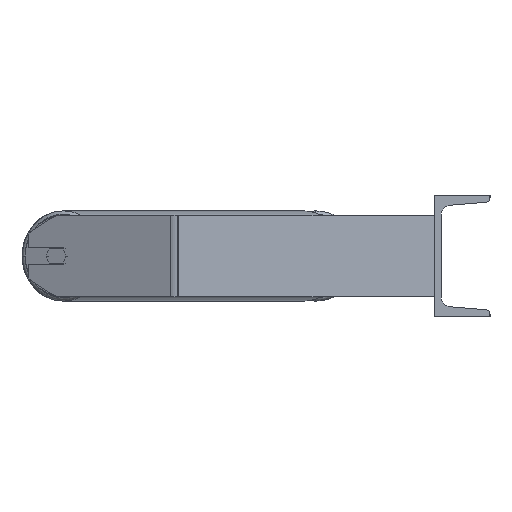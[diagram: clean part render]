
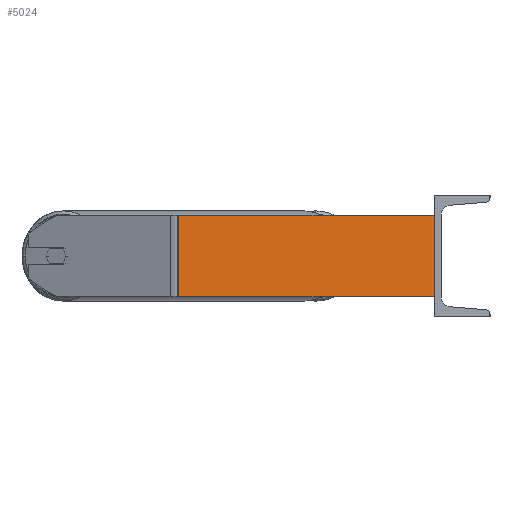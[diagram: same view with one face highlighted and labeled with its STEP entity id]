
A CAD part, left-side view. The second image highlights one B-rep face of the part: STEP entity #5024.
In plain terms, the highlighted planar face has unit normal (-0.996, -0.087, 0).
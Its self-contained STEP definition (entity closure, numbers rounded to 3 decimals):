
#3 = LINE ( 'NONE', #7647, #930 ) ;
#162 = CARTESIAN_POINT ( 'NONE',  ( -885., 0., 40. ) ) ;
#930 = VECTOR ( 'NONE', #4035, 1000. ) ;
#1044 = DIRECTION ( 'NONE',  ( -0.087, 0.996, 0. ) ) ;
#1368 = VERTEX_POINT ( 'NONE', #2318 ) ;
#1557 = DIRECTION ( 'NONE',  ( 0., 0., -1. ) ) ;
#1596 = VERTEX_POINT ( 'NONE', #2547 ) ;
#1604 = CARTESIAN_POINT ( 'NONE',  ( -907.404, 256.082, -40. ) ) ;
#1787 = ORIENTED_EDGE ( 'NONE', *, *, #2344, .F. ) ;
#1799 = LINE ( 'NONE', #3779, #8011 ) ;
#1872 = EDGE_CURVE ( 'NONE', #1596, #1368, #1799, .T. ) ;
#2143 = VECTOR ( 'NONE', #7762, 1000. ) ;
#2318 = CARTESIAN_POINT ( 'NONE',  ( -907.031, 251.812, -40. ) ) ;
#2319 = CARTESIAN_POINT ( 'NONE',  ( -885., 0., -40. ) ) ;
#2344 = EDGE_CURVE ( 'NONE', #1596, #5619, #3, .T. ) ;
#2541 = VERTEX_POINT ( 'NONE', #2319 ) ;
#2547 = CARTESIAN_POINT ( 'NONE',  ( -907.031, 251.812, 40. ) ) ;
#2612 = DIRECTION ( 'NONE',  ( 0.996, 0.087, 0. ) ) ;
#3174 = FACE_OUTER_BOUND ( 'NONE', #6738, .T. ) ;
#3744 = CARTESIAN_POINT ( 'NONE',  ( -885., 0., 40. ) ) ;
#3779 = CARTESIAN_POINT ( 'NONE',  ( -907.031, 251.812, 40. ) ) ;
#3933 = ORIENTED_EDGE ( 'NONE', *, *, #4462, .T. ) ;
#4035 = DIRECTION ( 'NONE',  ( 0.087, -0.996, 0. ) ) ;
#4261 = VECTOR ( 'NONE', #1557, 1000. ) ;
#4462 = EDGE_CURVE ( 'NONE', #1368, #2541, #5073, .T. ) ;
#5024 = ADVANCED_FACE ( 'NONE', ( #3174 ), #8941, .F. ) ;
#5073 = LINE ( 'NONE', #1604, #2143 ) ;
#5619 = VERTEX_POINT ( 'NONE', #3744 ) ;
#5851 = ORIENTED_EDGE ( 'NONE', *, *, #1872, .T. ) ;
#6264 = AXIS2_PLACEMENT_3D ( 'NONE', #8896, #2612, #1044 ) ;
#6510 = EDGE_CURVE ( 'NONE', #5619, #2541, #7932, .T. ) ;
#6601 = DIRECTION ( 'NONE',  ( 0., 0., -1. ) ) ;
#6738 = EDGE_LOOP ( 'NONE', ( #3933, #8278, #1787, #5851 ) ) ;
#7647 = CARTESIAN_POINT ( 'NONE',  ( -907.404, 256.082, 40. ) ) ;
#7762 = DIRECTION ( 'NONE',  ( 0.087, -0.996, 0. ) ) ;
#7932 = LINE ( 'NONE', #162, #4261 ) ;
#8011 = VECTOR ( 'NONE', #6601, 1000. ) ;
#8278 = ORIENTED_EDGE ( 'NONE', *, *, #6510, .F. ) ;
#8896 = CARTESIAN_POINT ( 'NONE',  ( -907.404, 256.082, 40. ) ) ;
#8941 = PLANE ( 'NONE',  #6264 ) ;
